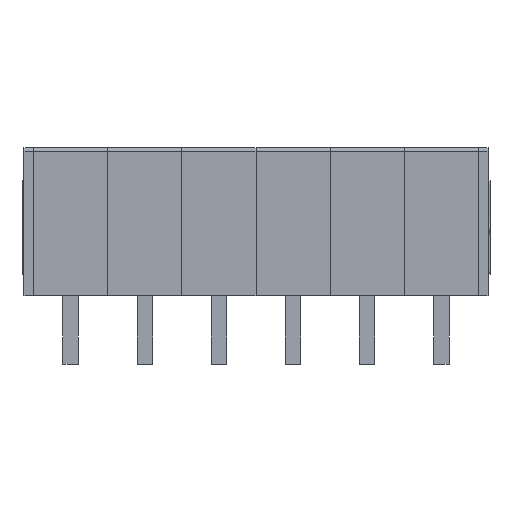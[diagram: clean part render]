
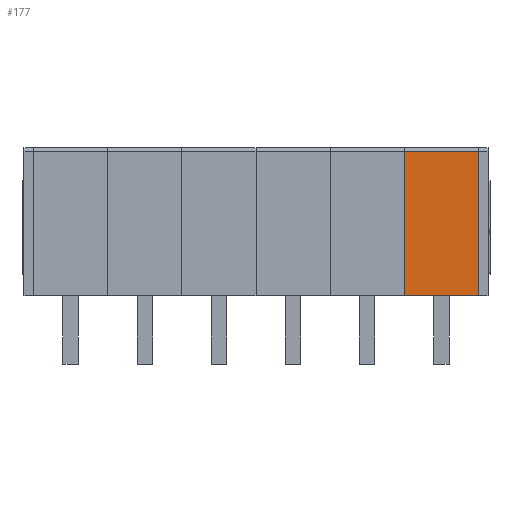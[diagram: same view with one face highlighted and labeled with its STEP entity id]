
A CAD part, front view. The second image highlights one B-rep face of the part: STEP entity #177.
In plain terms, the highlighted planar face has unit normal (0, -1, 0).
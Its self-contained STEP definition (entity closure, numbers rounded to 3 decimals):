
#177=ADVANCED_FACE('3578',(#908),#909,.T.);
#908=FACE_OUTER_BOUND('',#2245,.T.);
#909=PLANE('',#2246);
#2245=EDGE_LOOP('',(#4057,#4058,#4059,#4060));
#2246=AXIS2_PLACEMENT_3D('',#4061,#4062,#4063);
#4057=ORIENTED_EDGE('',*,*,#9020,.T.);
#4058=ORIENTED_EDGE('',*,*,#9152,.T.);
#4059=ORIENTED_EDGE('',*,*,#9153,.F.);
#4060=ORIENTED_EDGE('',*,*,#9034,.F.);
#4061=CARTESIAN_POINT('',(-2.4,-4.6,-3.7));
#4062=DIRECTION('',(0.0,-1.0,0.0));
#4063=DIRECTION('',(0.0,0.0,-1.0));
#9020=EDGE_CURVE('6396',#10857,#10855,#10858,.T.);
#9034=EDGE_CURVE('6388',#10857,#10880,#10881,.T.);
#9152=EDGE_CURVE('6389',#10855,#11071,#11073,.T.);
#9153=EDGE_CURVE('6398',#10880,#11071,#11074,.T.);
#10855=VERTEX_POINT('',#13869);
#10857=VERTEX_POINT('',#13872);
#10858=LINE('',#13873,#13874);
#10880=VERTEX_POINT('',#13909);
#10881=LINE('',#13910,#13911);
#11071=VERTEX_POINT('',#14210);
#11073=LINE('',#14213,#14214);
#11074=LINE('',#14215,#14216);
#13869=CARTESIAN_POINT('',(17.135,-4.6,-3.7));
#13872=CARTESIAN_POINT('',(13.325,-4.6,-3.7));
#13873=CARTESIAN_POINT('',(13.325,-4.6,-3.7));
#13874=VECTOR('',#18430,3.81);
#13909=CARTESIAN_POINT('',(13.325,-4.6,3.7));
#13910=CARTESIAN_POINT('',(13.325,-4.6,-3.7));
#13911=VECTOR('',#18444,7.4);
#14210=CARTESIAN_POINT('',(17.135,-4.6,3.7));
#14213=CARTESIAN_POINT('',(17.135,-4.6,-3.7));
#14214=VECTOR('',#18594,7.4);
#14215=CARTESIAN_POINT('',(13.325,-4.6,3.7));
#14216=VECTOR('',#18595,3.81);
#18430=DIRECTION('',(1.0,0.0,0.0));
#18444=DIRECTION('',(0.0,0.0,1.0));
#18594=DIRECTION('',(0.0,0.0,1.0));
#18595=DIRECTION('',(1.0,0.0,0.0));
